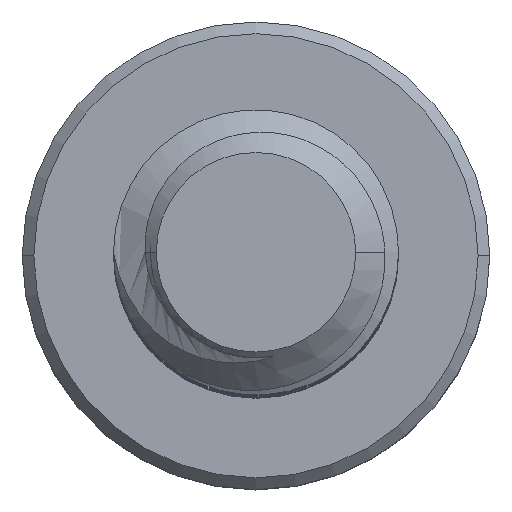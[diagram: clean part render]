
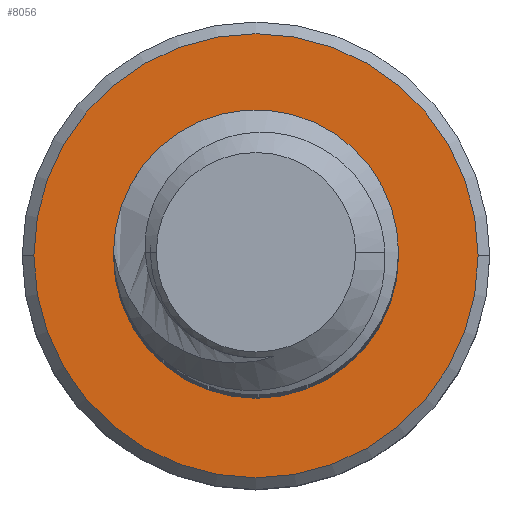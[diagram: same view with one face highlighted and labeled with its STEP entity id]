
A CAD part, top view. The second image highlights one B-rep face of the part: STEP entity #8056.
In plain terms, the highlighted planar face has unit normal (0, 0, 1).
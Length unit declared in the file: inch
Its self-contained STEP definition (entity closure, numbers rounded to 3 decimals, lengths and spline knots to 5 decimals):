
#169 = CARTESIAN_POINT ( 'NONE',  ( 0., 0., -0.875 ) ) ;
#251 = DIRECTION ( 'NONE',  ( 0., 0., 1. ) ) ;
#280 = DIRECTION ( 'NONE',  ( -1., 0., 0. ) ) ;
#330 = AXIS2_PLACEMENT_3D ( 'NONE', #4920, #4896, #4902 ) ;
#333 = AXIS2_PLACEMENT_3D ( 'NONE', #169, #251, #280 ) ;
#380 = AXIS2_PLACEMENT_3D ( 'NONE', #2541, #2534, #2540 ) ;
#504 = CIRCLE ( 'NONE', #380, 0.09737 ) ;
#1046 = EDGE_LOOP ( 'NONE', ( #1105, #1172 ) ) ;
#1055 = EDGE_LOOP ( 'NONE', ( #1139, #1141 ) ) ;
#1105 = ORIENTED_EDGE ( 'NONE', *, *, #6100, .F. ) ;
#1139 = ORIENTED_EDGE ( 'NONE', *, *, #5965, .T. ) ;
#1141 = ORIENTED_EDGE ( 'NONE', *, *, #6076, .T. ) ;
#1172 = ORIENTED_EDGE ( 'NONE', *, *, #6211, .F. ) ;
#2534 = DIRECTION ( 'NONE',  ( 0., 0., 1. ) ) ;
#2540 = DIRECTION ( 'NONE',  ( -1., 0., 0. ) ) ;
#2541 = CARTESIAN_POINT ( 'NONE',  ( 0., 0., -0.875 ) ) ;
#2663 = FACE_OUTER_BOUND ( 'NONE', #1055, .T. ) ;
#2670 = FACE_BOUND ( 'NONE', #1046, .T. ) ;
#3999 = CARTESIAN_POINT ( 'NONE',  ( 0., 0., -0.875 ) ) ;
#4007 = DIRECTION ( 'NONE',  ( 0., 0., 1. ) ) ;
#4008 = DIRECTION ( 'NONE',  ( -1., 0., 0. ) ) ;
#4786 = CARTESIAN_POINT ( 'NONE',  ( 0.0625, 0., -0.875 ) ) ;
#4896 = DIRECTION ( 'NONE',  ( 0., 0., 1. ) ) ;
#4902 = DIRECTION ( 'NONE',  ( -1., 0., 0. ) ) ;
#4920 = CARTESIAN_POINT ( 'NONE',  ( 0., 0., -0.875 ) ) ;
#5318 = VERTEX_POINT ( 'NONE', #4786 ) ;
#5664 = AXIS2_PLACEMENT_3D ( 'NONE', #3999, #4007, #4008 ) ;
#5702 = AXIS2_PLACEMENT_3D ( 'NONE', #7376, #7381, #7383 ) ;
#5965 = EDGE_CURVE ( 'NONE', #6701, #6708, #504, .T. ) ;
#6076 = EDGE_CURVE ( 'NONE', #6708, #6701, #6308, .T. ) ;
#6100 = EDGE_CURVE ( 'NONE', #5318, #6717, #6327, .T. ) ;
#6211 = EDGE_CURVE ( 'NONE', #6717, #5318, #7074, .T. ) ;
#6308 = CIRCLE ( 'NONE', #333, 0.09737 ) ;
#6327 = CIRCLE ( 'NONE', #330, 0.0625 ) ;
#6701 = VERTEX_POINT ( 'NONE', #7254 ) ;
#6708 = VERTEX_POINT ( 'NONE', #7267 ) ;
#6717 = VERTEX_POINT ( 'NONE', #7244 ) ;
#7074 = CIRCLE ( 'NONE', #5664, 0.0625 ) ;
#7244 = CARTESIAN_POINT ( 'NONE',  ( -0.0625, 0., -0.875 ) ) ;
#7254 = CARTESIAN_POINT ( 'NONE',  ( -0.09737, 0., -0.875 ) ) ;
#7267 = CARTESIAN_POINT ( 'NONE',  ( 0.09737, 0., -0.875 ) ) ;
#7376 = CARTESIAN_POINT ( 'NONE',  ( 0., 0., -0.875 ) ) ;
#7378 = PLANE ( 'NONE',  #5702 ) ;
#7381 = DIRECTION ( 'NONE',  ( 0., 0., -1. ) ) ;
#7383 = DIRECTION ( 'NONE',  ( -1., 0., 0. ) ) ;
#8056 = ADVANCED_FACE ( 'NONE', ( #2663, #2670 ), #7378, .F. ) ;
